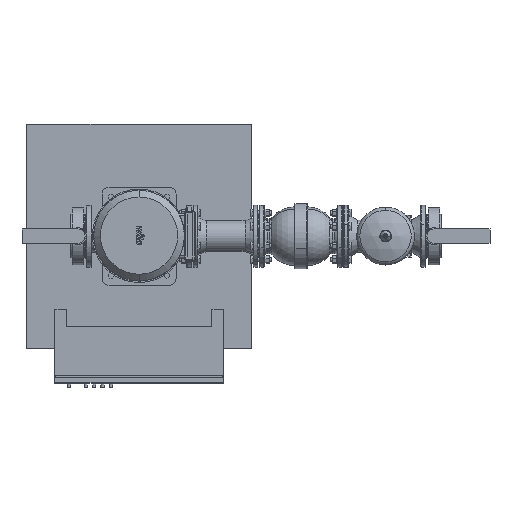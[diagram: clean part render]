
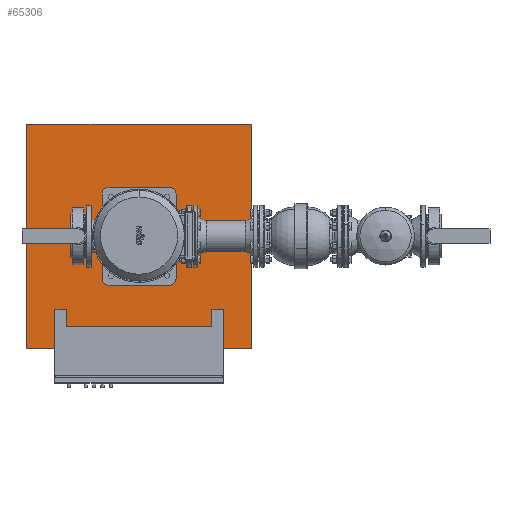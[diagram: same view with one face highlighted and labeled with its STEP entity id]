
A CAD part, top view. The second image highlights one B-rep face of the part: STEP entity #65306.
In plain terms, the highlighted planar face has unit normal (0, 0, 1).
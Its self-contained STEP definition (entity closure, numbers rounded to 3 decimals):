
#65267=CARTESIAN_POINT('',(-400.0,0.,130.0));
#65268=DIRECTION('',(0.0,0.0,1.0));
#65269=DIRECTION('',(0.0,-1.0,0.0));
#65270=AXIS2_PLACEMENT_3D('',#65267,#65268,#65269);
#65271=PLANE('',#65270);
#65272=CARTESIAN_POINT('',(400.0,-400.0,130.));
#65273=VERTEX_POINT('',#65272);
#65274=CARTESIAN_POINT('',(400.0,400.0,130.));
#65275=VERTEX_POINT('',#65274);
#65276=CARTESIAN_POINT('',(400.0,-400.0,130.));
#65277=DIRECTION('',(0.0,1.0,0.0));
#65278=VECTOR('',#65277,800.0);
#65279=LINE('',#65276,#65278);
#65280=EDGE_CURVE('',#65273,#65275,#65279,.T.);
#65281=ORIENTED_EDGE('',*,*,#65280,.T.);
#65282=CARTESIAN_POINT('',(-400.0,400.0,130.));
#65283=VERTEX_POINT('',#65282);
#65284=CARTESIAN_POINT('',(-400.0,400.0,130.));
#65285=DIRECTION('',(1.0,0.0,0.0));
#65286=VECTOR('',#65285,800.0);
#65287=LINE('',#65284,#65286);
#65288=EDGE_CURVE('',#65283,#65275,#65287,.T.);
#65289=ORIENTED_EDGE('',*,*,#65288,.F.);
#65290=CARTESIAN_POINT('',(-400.0,-400.0,130.));
#65291=VERTEX_POINT('',#65290);
#65292=CARTESIAN_POINT('',(-400.0,400.0,130.));
#65293=DIRECTION('',(0.0,-1.0,0.0));
#65294=VECTOR('',#65293,800.0);
#65295=LINE('',#65292,#65294);
#65296=EDGE_CURVE('',#65283,#65291,#65295,.T.);
#65297=ORIENTED_EDGE('',*,*,#65296,.T.);
#65298=CARTESIAN_POINT('',(-400.0,-400.0,130.));
#65299=DIRECTION('',(1.0,0.0,0.0));
#65300=VECTOR('',#65299,800.0);
#65301=LINE('',#65298,#65300);
#65302=EDGE_CURVE('',#65291,#65273,#65301,.T.);
#65303=ORIENTED_EDGE('',*,*,#65302,.T.);
#65304=EDGE_LOOP('',(#65281,#65289,#65297,#65303));
#65305=FACE_OUTER_BOUND('',#65304,.T.);
#65306=ADVANCED_FACE('',(#65305),#65271,.T.);
